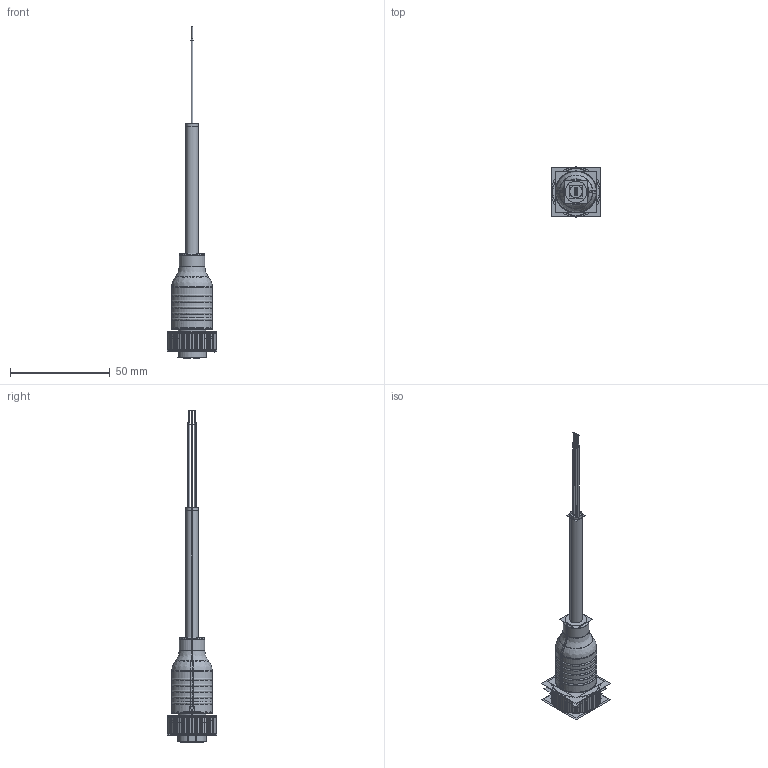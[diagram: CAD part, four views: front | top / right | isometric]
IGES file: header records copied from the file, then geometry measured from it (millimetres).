
Start section:  PTC IGES file: 247635_sm01.igs
Global section: file name: 247635_sm01.igs; native system: Creo Parametric by PTC Inc.; preprocessor: 2022414; author: banengservice; organization: Unknown; date: 20260326.161350; units: millimetre
Bounding box: 25.02 x 25.02 x 166.15 mm (x, y, z)
Surface area: 79802.7 mm2 (no closed solid volume)
Topology: 0 solids, 21 shells, 636 faces, 3468 edges, 4406 vertices
Faces by surface type: revolution 338, bspline 298
